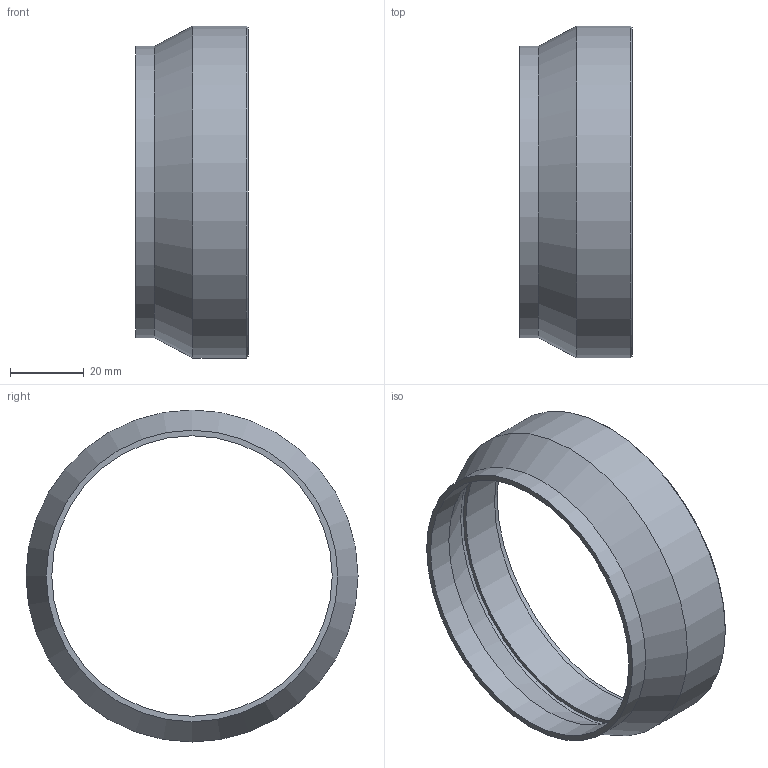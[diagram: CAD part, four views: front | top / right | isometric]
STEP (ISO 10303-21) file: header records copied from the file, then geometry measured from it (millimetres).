
FILE_DESCRIPTION (( 'STEP AP203' ), '1' );
FILE_NAME ('10蛌諉遠.STEP', '2020-08-27T09:37:14', ( 'Windows 蚚誧' ), ( '' ), 'SwSTEP 2.0', 'SolidWorks 2016', '' );
FILE_SCHEMA (( 'CONFIG_CONTROL_DESIGN' ));
Length unit declared in the file: millimetre
Products named in the file (1): 10蛌諉遠
Bounding box: 30.5 x 90 x 90 mm (x, y, z)
Volume: 19708.8 mm3; surface area: 18114.3 mm2
Topology: 1 solids, 1 shells, 13 faces, 23 edges, 14 vertices
Faces by surface type: cylinder 6, plane 4, cone 3
Full cylindrical faces by diameter (mm): 76 x1, 79 x1, 84 x1, 86 x2, 90 x1
Entity records: 345 total; most frequent: DIRECTION 54, CARTESIAN_POINT 40, AXIS2_PLACEMENT_3D 27, ORIENTED_EDGE 26, EDGE_LOOP 26, FACE_OUTER_BOUND 19, ADVANCED_FACE 13, CIRCLE 13
